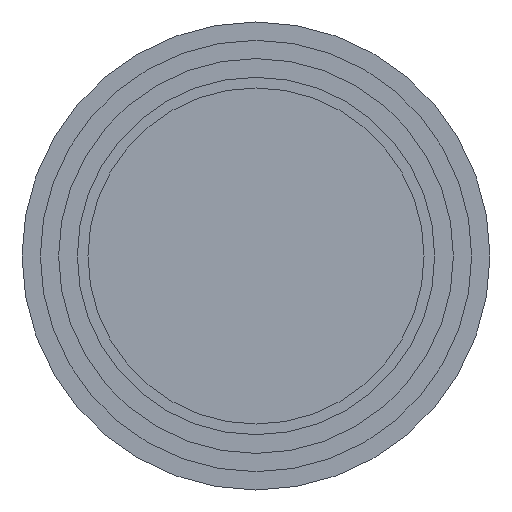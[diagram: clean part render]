
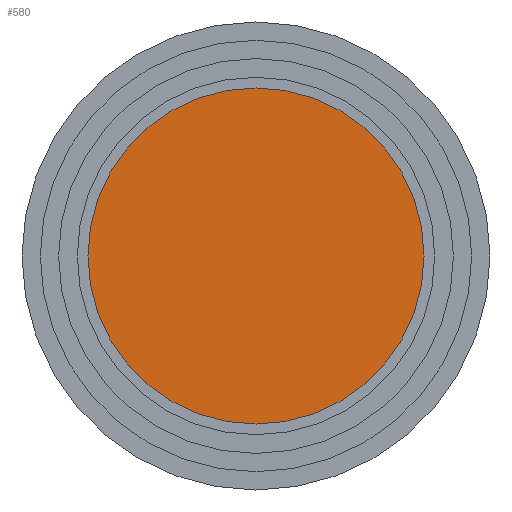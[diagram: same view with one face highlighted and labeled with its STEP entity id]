
A CAD part, front view. The second image highlights one B-rep face of the part: STEP entity #580.
In plain terms, the highlighted planar face has unit normal (0, -1, 0).
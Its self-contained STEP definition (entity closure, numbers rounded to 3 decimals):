
#61=PLANE('',#706);
#81=FACE_OUTER_BOUND('',#116,.T.);
#116=EDGE_LOOP('',(#410,#411));
#196=CIRCLE('',#703,197.5);
#197=CIRCLE('',#704,197.5);
#260=VERTEX_POINT('',#1039);
#261=VERTEX_POINT('',#1041);
#325=EDGE_CURVE('',#261,#260,#196,.T.);
#326=EDGE_CURVE('',#260,#261,#197,.T.);
#410=ORIENTED_EDGE('',*,*,#325,.T.);
#411=ORIENTED_EDGE('',*,*,#326,.T.);
#580=ADVANCED_FACE('',(#81),#61,.T.);
#703=AXIS2_PLACEMENT_3D('',#1042,#815,#816);
#704=AXIS2_PLACEMENT_3D('',#1043,#817,#818);
#706=AXIS2_PLACEMENT_3D('',#1045,#821,#822);
#815=DIRECTION('center_axis',(0.,-1.,0.));
#816=DIRECTION('ref_axis',(-0.814,0.,0.581));
#817=DIRECTION('center_axis',(0.,-1.,0.));
#818=DIRECTION('ref_axis',(-0.814,0.,0.581));
#821=DIRECTION('center_axis',(0.,-1.,0.));
#822=DIRECTION('ref_axis',(0.,0.,-1.));
#1039=CARTESIAN_POINT('',(197.5,0.,0.));
#1041=CARTESIAN_POINT('',(-197.5,0.,0.));
#1042=CARTESIAN_POINT('Origin',(0.,0.,0.));
#1043=CARTESIAN_POINT('Origin',(0.,0.,0.));
#1045=CARTESIAN_POINT('Origin',(-197.5,0.,0.));
